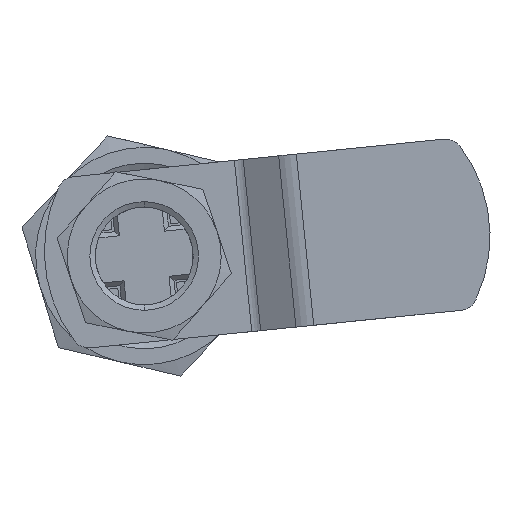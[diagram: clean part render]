
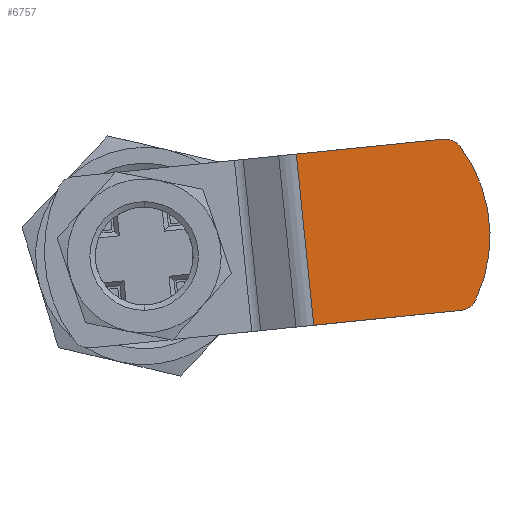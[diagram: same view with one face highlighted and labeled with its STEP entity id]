
A CAD part, front view. The second image highlights one B-rep face of the part: STEP entity #6757.
In plain terms, the highlighted planar face has unit normal (0, -1, 0).
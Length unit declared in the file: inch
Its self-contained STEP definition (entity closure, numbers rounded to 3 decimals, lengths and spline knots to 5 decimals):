
#53 = DIRECTION ( 'NONE',  ( 0., 1., 0. ) ) ;
#292 = CARTESIAN_POINT ( 'NONE',  ( 1.8473, -0.04921, -0.03801 ) ) ;
#674 = DIRECTION ( 'NONE',  ( 0., 1., 0. ) ) ;
#857 = CARTESIAN_POINT ( 'NONE',  ( 1.77991, -0.04921, -0.07874 ) ) ;
#884 = VERTEX_POINT ( 'NONE', #4358 ) ;
#1389 = DIRECTION ( 'NONE',  ( 0., 0., 1. ) ) ;
#1420 = LINE ( 'NONE', #7143, #5331 ) ;
#1707 = VERTEX_POINT ( 'NONE', #4575 ) ;
#1741 = DIRECTION ( 'NONE',  ( 0., 1., 0. ) ) ;
#1968 = VERTEX_POINT ( 'NONE', #292 ) ;
#2024 = DIRECTION ( 'NONE',  ( 0., 1., 0. ) ) ;
#2053 = CIRCLE ( 'NONE', #6691, 0.07874 ) ;
#2104 = CARTESIAN_POINT ( 'NONE',  ( 0., -0.04921, -0.74803 ) ) ;
#2239 = FACE_OUTER_BOUND ( 'NONE', #6553, .T. ) ;
#2525 = CARTESIAN_POINT ( 'NONE',  ( 1.77991, -0.04921, 0. ) ) ;
#2566 = EDGE_CURVE ( 'NONE', #1968, #5217, #7309, .T. ) ;
#2675 = ORIENTED_EDGE ( 'NONE', *, *, #4333, .T. ) ;
#2888 = AXIS2_PLACEMENT_3D ( 'NONE', #4601, #1741, #4188 ) ;
#3065 = EDGE_CURVE ( 'NONE', #1707, #3293, #4550, .T. ) ;
#3293 = VERTEX_POINT ( 'NONE', #7241 ) ;
#3382 = DIRECTION ( 'NONE',  ( -1., 0., 0. ) ) ;
#3440 = DIRECTION ( 'NONE',  ( 0., 0., 1. ) ) ;
#3729 = ORIENTED_EDGE ( 'NONE', *, *, #4513, .F. ) ;
#3916 = ORIENTED_EDGE ( 'NONE', *, *, #4369, .F. ) ;
#3917 = LINE ( 'NONE', #2104, #6428 ) ;
#3940 = CARTESIAN_POINT ( 'NONE',  ( 1.29134, -0.04921, -0.37402 ) ) ;
#4106 = CIRCLE ( 'NONE', #2888, 0.07874 ) ;
#4188 = DIRECTION ( 'NONE',  ( 0., 0., 1. ) ) ;
#4218 = ORIENTED_EDGE ( 'NONE', *, *, #2566, .F. ) ;
#4333 = EDGE_CURVE ( 'NONE', #6481, #3293, #1420, .T. ) ;
#4358 = CARTESIAN_POINT ( 'NONE',  ( 1.77991, -0.04921, -0.74803 ) ) ;
#4369 = EDGE_CURVE ( 'NONE', #6481, #1968, #2053, .T. ) ;
#4415 = EDGE_CURVE ( 'NONE', #884, #1707, #3917, .T. ) ;
#4513 = EDGE_CURVE ( 'NONE', #5217, #884, #4106, .T. ) ;
#4550 = LINE ( 'NONE', #6351, #5925 ) ;
#4575 = CARTESIAN_POINT ( 'NONE',  ( 1.13596, -0.04921, -0.74803 ) ) ;
#4601 = CARTESIAN_POINT ( 'NONE',  ( 1.77991, -0.04921, -0.66929 ) ) ;
#4654 = DIRECTION ( 'NONE',  ( 0., 0., 1. ) ) ;
#5217 = VERTEX_POINT ( 'NONE', #5601 ) ;
#5331 = VECTOR ( 'NONE', #6693, 39.37008 ) ;
#5601 = CARTESIAN_POINT ( 'NONE',  ( 1.8473, -0.04921, -0.71002 ) ) ;
#5819 = AXIS2_PLACEMENT_3D ( 'NONE', #3940, #53, #3440 ) ;
#5925 = VECTOR ( 'NONE', #4654, 39.37008 ) ;
#6330 = ORIENTED_EDGE ( 'NONE', *, *, #4415, .F. ) ;
#6332 = DIRECTION ( 'NONE',  ( 0., 0., 1. ) ) ;
#6351 = CARTESIAN_POINT ( 'NONE',  ( 1.13596, -0.04921, -0.74803 ) ) ;
#6428 = VECTOR ( 'NONE', #3382, 39.37008 ) ;
#6481 = VERTEX_POINT ( 'NONE', #2525 ) ;
#6548 = ORIENTED_EDGE ( 'NONE', *, *, #3065, .F. ) ;
#6553 = EDGE_LOOP ( 'NONE', ( #6548, #6330, #3729, #4218, #3916, #2675 ) ) ;
#6691 = AXIS2_PLACEMENT_3D ( 'NONE', #857, #2024, #1389 ) ;
#6693 = DIRECTION ( 'NONE',  ( -1., 0., 0. ) ) ;
#6757 = ADVANCED_FACE ( 'NONE', ( #2239 ), #7126, .F. ) ;
#7126 = PLANE ( 'NONE',  #7315 ) ;
#7143 = CARTESIAN_POINT ( 'NONE',  ( 0., -0.04921, 0. ) ) ;
#7241 = CARTESIAN_POINT ( 'NONE',  ( 1.13596, -0.04921, 0. ) ) ;
#7309 = CIRCLE ( 'NONE', #5819, 0.64961 ) ;
#7315 = AXIS2_PLACEMENT_3D ( 'NONE', #7501, #674, #6332 ) ;
#7501 = CARTESIAN_POINT ( 'NONE',  ( 1.94094, -0.04921, -0.74803 ) ) ;
